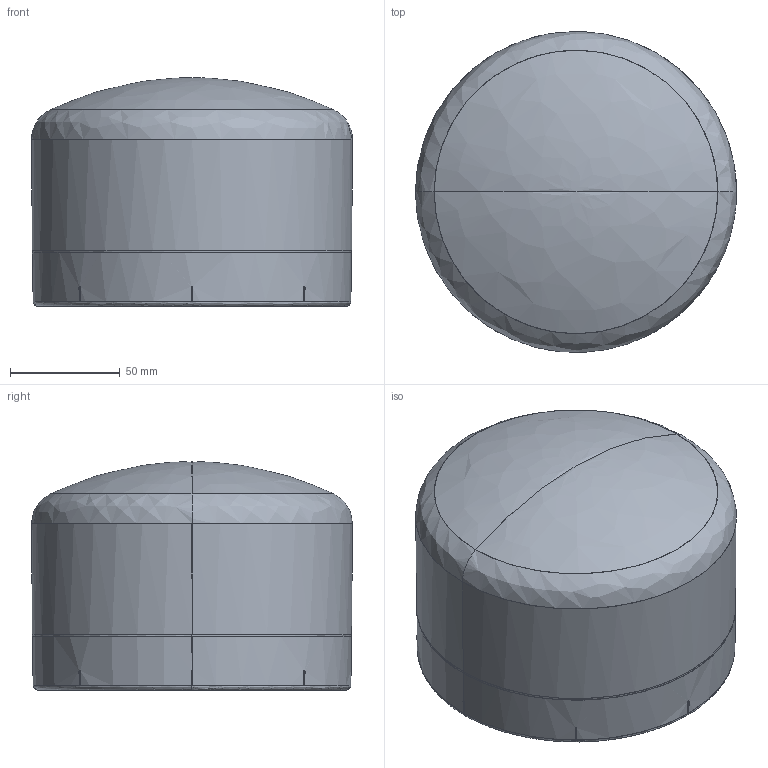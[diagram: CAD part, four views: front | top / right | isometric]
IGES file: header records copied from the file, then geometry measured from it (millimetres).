
Start section: SolidWorks IGES file using NURBS representation for surfaces
Global section: file name: 01 05 1012 125.IGS; native system: SolidWorks 2014; preprocessor: SolidWorks 2014; author: Fabio; date: 141007.095246; units: millimetre
Bounding box: 146.26 x 146.26 x 104.1 mm (x, y, z)
Surface area: 101732.9 mm2 (no closed solid volume)
Topology: 0 solids, 0 shells, 227 faces, 2357 edges, 2353 vertices
Faces by surface type: bspline 227
